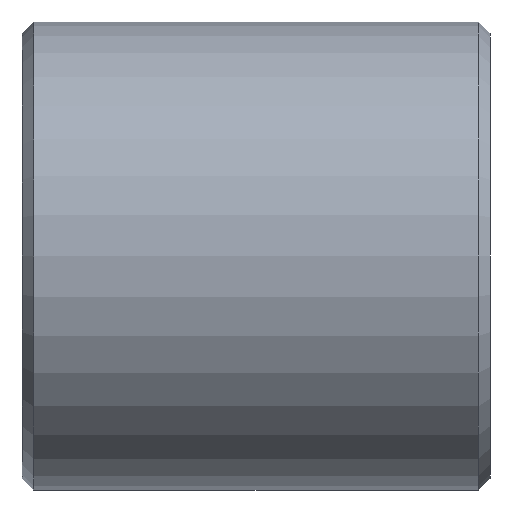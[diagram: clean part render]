
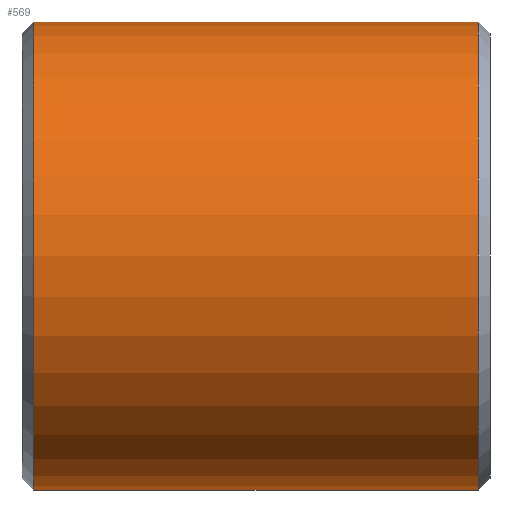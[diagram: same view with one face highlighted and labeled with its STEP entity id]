
A CAD part, left-side view. The second image highlights one B-rep face of the part: STEP entity #569.
In plain terms, the highlighted cylindrical face has radius 10 mm (diameter 20 mm), a partial arc.
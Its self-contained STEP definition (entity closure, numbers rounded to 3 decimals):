
#14 = CARTESIAN_POINT ( 'NONE',  ( 0., 0.5, -10. ) ) ;
#17 = VERTEX_POINT ( 'NONE', #485 ) ;
#19 = DIRECTION ( 'NONE',  ( 0., -1., 0. ) ) ;
#37 = VECTOR ( 'NONE', #19, 1000. ) ;
#60 = EDGE_CURVE ( 'NONE', #122, #17, #232, .T. ) ;
#62 = DIRECTION ( 'NONE',  ( 0., 1., 0. ) ) ;
#95 = ORIENTED_EDGE ( 'NONE', *, *, #314, .T. ) ;
#110 = ORIENTED_EDGE ( 'NONE', *, *, #60, .T. ) ;
#122 = VERTEX_POINT ( 'NONE', #14 ) ;
#125 = DIRECTION ( 'NONE',  ( 0., 0., 1. ) ) ;
#129 = LINE ( 'NONE', #391, #597 ) ;
#139 = CARTESIAN_POINT ( 'NONE',  ( 0., 20., 0. ) ) ;
#149 = DIRECTION ( 'NONE',  ( 0., 0., -1. ) ) ;
#171 = VERTEX_POINT ( 'NONE', #313 ) ;
#189 = AXIS2_PLACEMENT_3D ( 'NONE', #139, #409, #149 ) ;
#211 = DIRECTION ( 'NONE',  ( 0., 0., 1. ) ) ;
#231 = DIRECTION ( 'NONE',  ( 0., -1., 0. ) ) ;
#232 = CIRCLE ( 'NONE', #623, 10. ) ;
#241 = ORIENTED_EDGE ( 'NONE', *, *, #434, .F. ) ;
#288 = CARTESIAN_POINT ( 'NONE',  ( 0., 20., 10. ) ) ;
#294 = AXIS2_PLACEMENT_3D ( 'NONE', #531, #537, #211 ) ;
#313 = CARTESIAN_POINT ( 'NONE',  ( 0., 19.5, 10. ) ) ;
#314 = EDGE_CURVE ( 'NONE', #171, #400, #578, .T. ) ;
#390 = CARTESIAN_POINT ( 'NONE',  ( 0., 0.5, 0. ) ) ;
#391 = CARTESIAN_POINT ( 'NONE',  ( 0., 20., -10. ) ) ;
#400 = VERTEX_POINT ( 'NONE', #550 ) ;
#408 = EDGE_CURVE ( 'NONE', #400, #122, #129, .T. ) ;
#409 = DIRECTION ( 'NONE',  ( 0., -1., 0. ) ) ;
#434 = EDGE_CURVE ( 'NONE', #171, #17, #593, .T. ) ;
#485 = CARTESIAN_POINT ( 'NONE',  ( 0., 0.5, 10. ) ) ;
#486 = EDGE_LOOP ( 'NONE', ( #241, #95, #489, #110 ) ) ;
#489 = ORIENTED_EDGE ( 'NONE', *, *, #408, .T. ) ;
#500 = CYLINDRICAL_SURFACE ( 'NONE', #189, 10. ) ;
#531 = CARTESIAN_POINT ( 'NONE',  ( 0., 19.5, 0. ) ) ;
#537 = DIRECTION ( 'NONE',  ( 0., -1., 0. ) ) ;
#550 = CARTESIAN_POINT ( 'NONE',  ( 0., 19.5, -10. ) ) ;
#569 = ADVANCED_FACE ( 'NONE', ( #616 ), #500, .T. ) ;
#578 = CIRCLE ( 'NONE', #294, 10. ) ;
#593 = LINE ( 'NONE', #288, #37 ) ;
#597 = VECTOR ( 'NONE', #231, 1000. ) ;
#616 = FACE_OUTER_BOUND ( 'NONE', #486, .T. ) ;
#623 = AXIS2_PLACEMENT_3D ( 'NONE', #390, #62, #125 ) ;
